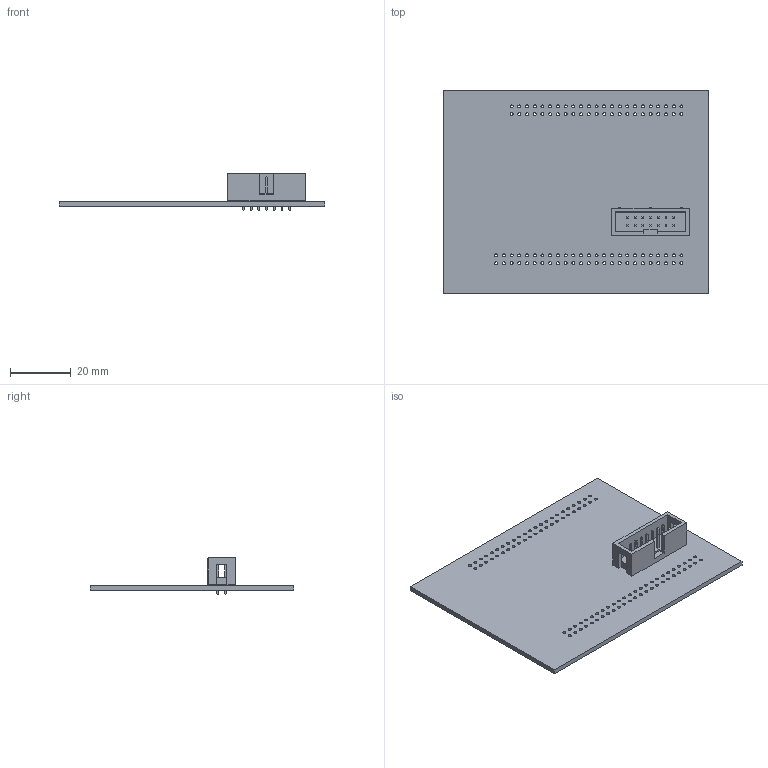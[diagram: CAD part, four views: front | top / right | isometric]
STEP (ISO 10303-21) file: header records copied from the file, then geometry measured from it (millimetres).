
FILE_DESCRIPTION(('KiCad electronic assembly'),'2;1');
FILE_NAME('Scout_Board.step','2024-09-18T16:47:24',('Pcbnew'),('Kicad'), 'Open CASCADE STEP processor 7.8','KiCad to STEP converter','Unknown' );
FILE_SCHEMA(('AUTOMOTIVE_DESIGN { 1 0 10303 214 1 1 1 1 }'));
Length unit declared in the file: millimetre
Products named in the file (4): Scout_Board 1; IDC-Header_2x07_P2.54mm_Vertical; IDC_Header_2x07_P254mm_Vertical; _autosave-Scout_Board_PCB
Assembly tree (3 placements, depth 3):
  Scout_Board 1
    IDC-Header_2x07_P2.54mm_Vertical
      IDC_Header_2x07_P254mm_Vertical
    _autosave-Scout_Board_PCB
Bounding box: 87.42 x 67.02 x 12.1 mm (x, y, z)
Volume: 10232.5 mm3; surface area: 14273.9 mm2
Topology: 2 solids, 2 shells, 410 faces, 1022 edges, 646 vertices
Faces by surface type: plane 291, cylinder 119
Full cylindrical faces by diameter (mm): 1 x116
Entity records: 14622 total; most frequent: DIRECTION 2094, CARTESIAN_POINT 2082, ORIENTED_EDGE 2044, EDGE_CURVE 1022, LINE 778, VECTOR 778, FACE_BOUND 664, EDGE_LOOP 664
